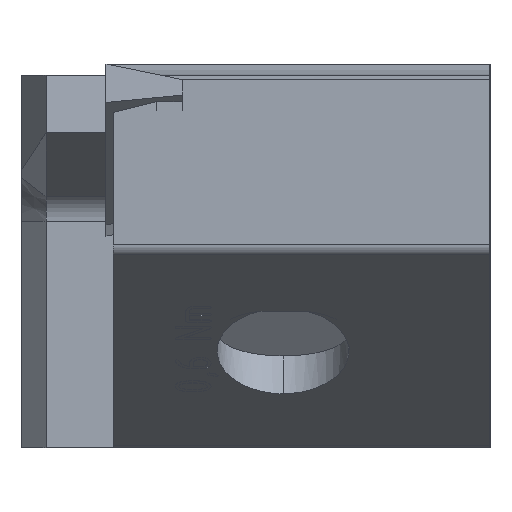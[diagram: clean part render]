
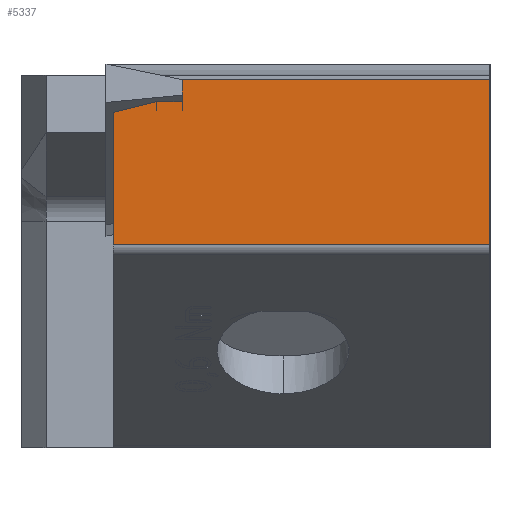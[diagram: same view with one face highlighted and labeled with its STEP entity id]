
A CAD part, left-side view. The second image highlights one B-rep face of the part: STEP entity #5337.
In plain terms, the highlighted planar face has unit normal (-1, 0, -0.018).
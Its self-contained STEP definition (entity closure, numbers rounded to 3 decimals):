
#194 = LINE ( 'NONE', #5839, #4947 ) ;
#237 = EDGE_CURVE ( 'Defeature ausgef�hrt2_25+Defeature ausgef�hrt2_13+Defeature ausgef�hrt2_1+Defeature ausgef�hrt2_27', #3189, #429, #304, .T. ) ;
#248 = CARTESIAN_POINT ( 'NONE',  ( 0.108, -3.18, -6.822 ) ) ;
#250 = CARTESIAN_POINT ( 'NONE',  ( 0., -3.18, -0.652 ) ) ;
#304 = LINE ( 'NONE', #5716, #5050 ) ;
#372 = CARTESIAN_POINT ( 'NONE',  ( 0., 161.413, -0.652 ) ) ;
#429 = VERTEX_POINT ( 'NONE', #812 ) ;
#505 = DIRECTION ( 'NONE',  ( 0., -1., 0. ) ) ;
#550 = DIRECTION ( 'NONE',  ( -0.017, 0., 1. ) ) ;
#643 = CARTESIAN_POINT ( 'NONE',  ( 0.124, -0.3, -7.777 ) ) ;
#750 = ORIENTED_EDGE ( 'NONE', *, *, #237, .F. ) ;
#812 = CARTESIAN_POINT ( 'NONE',  ( 0.016, -3.18, -1.566 ) ) ;
#882 = VECTOR ( 'NONE', #3768, 1000. ) ;
#910 = ORIENTED_EDGE ( 'NONE', *, *, #3184, .T. ) ;
#1482 = VECTOR ( 'NONE', #505, 1000. ) ;
#1496 = DIRECTION ( 'NONE',  ( 1., 0., 0.017 ) ) ;
#1570 = CARTESIAN_POINT ( 'NONE',  ( 0.124, 161.413, -7.777 ) ) ;
#1620 = LINE ( 'NONE', #372, #1482 ) ;
#1677 = LINE ( 'NONE', #4009, #3790 ) ;
#1683 = ORIENTED_EDGE ( 'NONE', *, *, #2963, .T. ) ;
#1695 = ORIENTED_EDGE ( 'NONE', *, *, #3205, .T. ) ;
#2257 = CARTESIAN_POINT ( 'NONE',  ( 0.12, -0.3, -7.539 ) ) ;
#2293 = CARTESIAN_POINT ( 'NONE',  ( 0.12, 161.413, -7.539 ) ) ;
#2358 = ORIENTED_EDGE ( 'NONE', *, *, #4271, .F. ) ;
#2376 = PLANE ( 'NONE',  #3476 ) ;
#2462 = VERTEX_POINT ( 'NONE', #250 ) ;
#2524 = EDGE_CURVE ( 'Defeature ausgef�hrt2_30+Defeature ausgef�hrt2_13+Defeature ausgef�hrt2_3+Defeature ausgef�hrt2_23', #2462, #5162, #1620, .T. ) ;
#2537 = EDGE_CURVE ( 'Defeature ausgef�hrt2_44+Defeature ausgef�hrt2_13+Defeature ausgef�hrt2_17+Defeature ausgef�hrt2_1', #4122, #3202, #3890, .T. ) ;
#2842 = DIRECTION ( 'NONE',  ( 0.017, 0., -1. ) ) ;
#2862 = VERTEX_POINT ( 'NONE', #3990 ) ;
#2963 = EDGE_CURVE ( 'Defeature ausgef�hrt2_13+Defeature ausgef�hrt2_27+Defeature ausgef�hrt2_4+Defeature ausgef�hrt2_25', #2862, #429, #4517, .T. ) ;
#3184 = EDGE_CURVE ( 'Defeature ausgef�hrt2_13+Defeature ausgef�hrt2_4+Defeature ausgef�hrt2_30+Defeature ausgef�hrt2_27', #2462, #2862, #4446, .T. ) ;
#3189 = VERTEX_POINT ( 'NONE', #4049 ) ;
#3202 = VERTEX_POINT ( 'NONE', #5307 ) ;
#3205 = EDGE_CURVE ( 'Defeature ausgef�hrt2_13+Defeature ausgef�hrt2_23+Defeature ausgef�hrt2_17+Defeature ausgef�hrt2_30', #3447, #5162, #194, .T. ) ;
#3209 = CARTESIAN_POINT ( 'NONE',  ( 0.12, -16., -7.539 ) ) ;
#3447 = VERTEX_POINT ( 'NONE', #3209 ) ;
#3464 = EDGE_CURVE ( 'Defeature ausgef�hrt2_13+Defeature ausgef�hrt2_17+Defeature ausgef�hrt2_44+Defeature ausgef�hrt2_23', #4122, #3447, #3886, .T. ) ;
#3476 = AXIS2_PLACEMENT_3D ( 'NONE', #1570, #1496, #2842 ) ;
#3497 = FACE_OUTER_BOUND ( 'NONE', #4169, .T. ) ;
#3648 = ORIENTED_EDGE ( 'NONE', *, *, #2524, .F. ) ;
#3732 = VECTOR ( 'NONE', #4213, 1000. ) ;
#3737 = VECTOR ( 'NONE', #550, 1000. ) ;
#3768 = DIRECTION ( 'NONE',  ( 0.017, 0., -1. ) ) ;
#3790 = VECTOR ( 'NONE', #3976, 1000. ) ;
#3802 = ORIENTED_EDGE ( 'NONE', *, *, #2537, .F. ) ;
#3886 = LINE ( 'NONE', #2293, #3732 ) ;
#3890 = LINE ( 'NONE', #643, #3737 ) ;
#3976 = DIRECTION ( 'NONE',  ( -0.004, -0.97, 0.243 ) ) ;
#3990 = CARTESIAN_POINT ( 'NONE',  ( 0.011, -3.18, -1.296 ) ) ;
#4009 = CARTESIAN_POINT ( 'NONE',  ( 0.03, 1.11, -2.368 ) ) ;
#4049 = CARTESIAN_POINT ( 'NONE',  ( 0.016, -2.099, -1.566 ) ) ;
#4122 = VERTEX_POINT ( 'NONE', #2257 ) ;
#4169 = EDGE_LOOP ( 'NONE', ( #3802, #5326, #1695, #3648, #910, #1683, #750, #2358 ) ) ;
#4213 = DIRECTION ( 'NONE',  ( 0., -1., 0. ) ) ;
#4271 = EDGE_CURVE ( 'Defeature ausgef�hrt2_1+Defeature ausgef�hrt2_13+Defeature ausgef�hrt2_44+Defeature ausgef�hrt2_25', #3202, #3189, #1677, .T. ) ;
#4446 = LINE ( 'NONE', #4496, #5082 ) ;
#4496 = CARTESIAN_POINT ( 'NONE',  ( 0.108, -3.18, -6.822 ) ) ;
#4517 = LINE ( 'NONE', #248, #882 ) ;
#4787 = CARTESIAN_POINT ( 'NONE',  ( 0., -16., -0.652 ) ) ;
#4947 = VECTOR ( 'NONE', #5671, 1000. ) ;
#5050 = VECTOR ( 'NONE', #5285, 1000. ) ;
#5082 = VECTOR ( 'NONE', #5572, 1000. ) ;
#5162 = VERTEX_POINT ( 'NONE', #4787 ) ;
#5285 = DIRECTION ( 'NONE',  ( 0., -1., 0. ) ) ;
#5307 = CARTESIAN_POINT ( 'NONE',  ( 0.024, -0.3, -2.016 ) ) ;
#5326 = ORIENTED_EDGE ( 'NONE', *, *, #3464, .T. ) ;
#5337 = ADVANCED_FACE ( 'Defeature ausgef�hrt2_13', ( #3497 ), #2376, .F. ) ;
#5572 = DIRECTION ( 'NONE',  ( 0.017, 0., -1. ) ) ;
#5671 = DIRECTION ( 'NONE',  ( -0.017, 0., 1. ) ) ;
#5716 = CARTESIAN_POINT ( 'NONE',  ( 0.016, -3.18, -1.566 ) ) ;
#5839 = CARTESIAN_POINT ( 'NONE',  ( -0.012, -16., 0.011 ) ) ;
